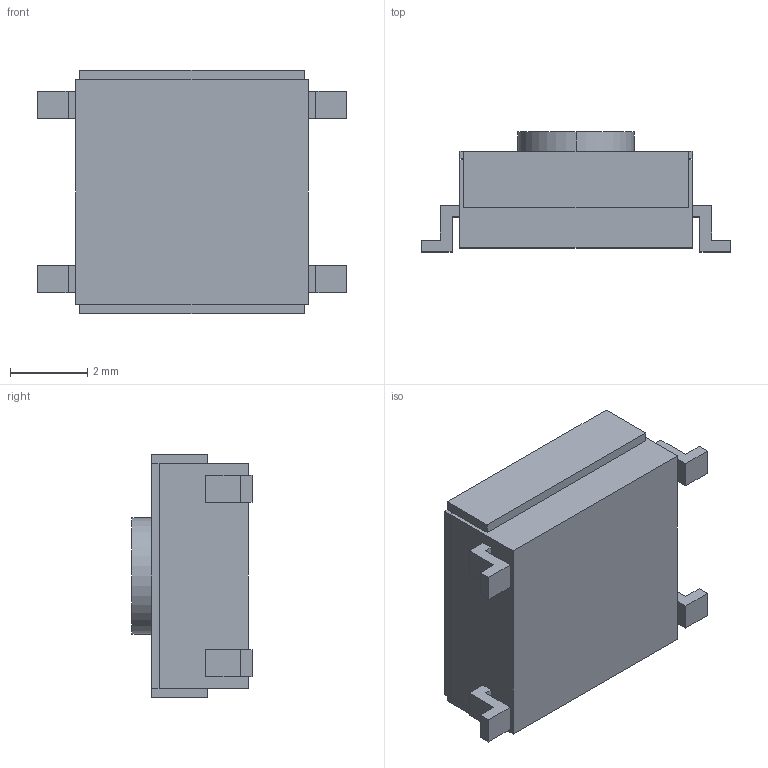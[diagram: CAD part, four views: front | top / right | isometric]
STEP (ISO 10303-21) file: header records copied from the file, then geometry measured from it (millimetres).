
FILE_DESCRIPTION (( 'STEP AP203' ), '1' );
FILE_NAME ('B3FS_100[].step', '2015-05-29T09:22:01', ( 'OSMC1.0 ' ), ( ' ' ), 'SwSTEP 2.0', 'SolidWorks 2002025', '' );
FILE_SCHEMA (( 'CONFIG_CONTROL_DESIGN' ));
Length unit declared in the file: millimetre
Products named in the file (1): B3FS_100[]
Bounding box: 8 x 3.1 x 6.3 mm (x, y, z)
Volume: 96.2 mm3; surface area: 165.3 mm2
Topology: 1 solids, 1 shells, 67 faces, 178 edges, 116 vertices
Faces by surface type: plane 65, cylinder 2
Entity records: 2117 total; most frequent: CARTESIAN_POINT 362, ORIENTED_EDGE 356, DIRECTION 318, EDGE_CURVE 178, VECTOR 174, LINE 174, VERTEX_POINT 116, EDGE_LOOP 74
